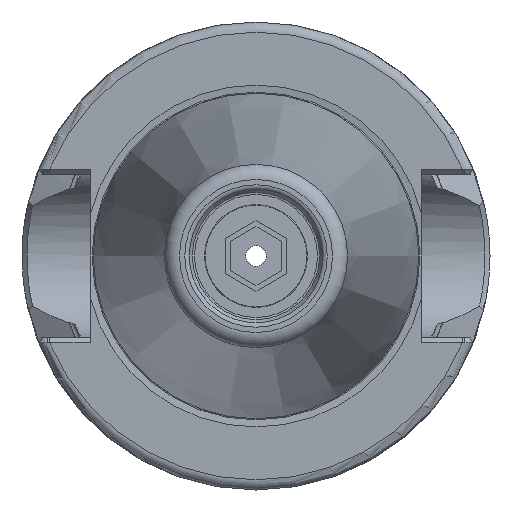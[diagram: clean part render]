
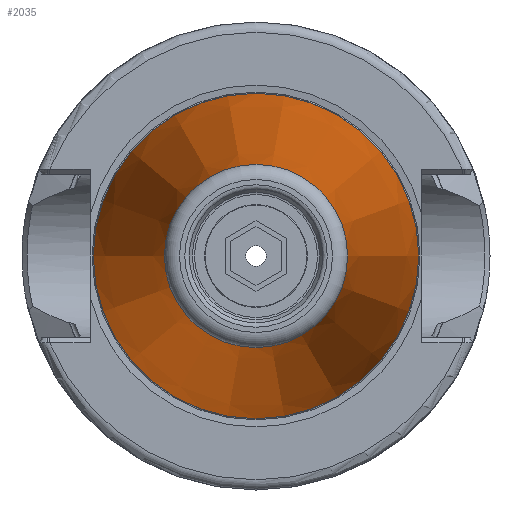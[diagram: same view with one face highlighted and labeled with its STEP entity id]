
A CAD part, left-side view. The second image highlights one B-rep face of the part: STEP entity #2035.
In plain terms, the highlighted conical face has half-angle 8.297 degrees and reference radius 12.502 mm.
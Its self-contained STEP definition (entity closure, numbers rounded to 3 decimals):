
#95=CONICAL_SURFACE('',#2259,12.502,0.145);
#184=LINE('',#4070,#298);
#298=VECTOR('',#2747,12.502);
#460=FACE_OUTER_BOUND('',#580,.T.);
#580=EDGE_LOOP('',(#1732,#1733,#1734,#1735,#1736,#1737,#1738));
#715=CIRCLE('',#2255,9.004);
#716=CIRCLE('',#2256,9.004);
#717=CIRCLE('',#2257,9.004);
#719=CIRCLE('',#2260,15.999);
#720=CIRCLE('',#2261,15.999);
#912=VERTEX_POINT('',#4058);
#913=VERTEX_POINT('',#4059);
#914=VERTEX_POINT('',#4061);
#915=VERTEX_POINT('',#4066);
#916=VERTEX_POINT('',#4067);
#1197=EDGE_CURVE('',#912,#913,#715,.T.);
#1198=EDGE_CURVE('',#914,#912,#716,.T.);
#1199=EDGE_CURVE('',#913,#914,#717,.T.);
#1201=EDGE_CURVE('',#915,#916,#719,.T.);
#1202=EDGE_CURVE('',#916,#915,#720,.T.);
#1203=EDGE_CURVE('',#916,#914,#184,.T.);
#1732=ORIENTED_EDGE('',*,*,#1201,.F.);
#1733=ORIENTED_EDGE('',*,*,#1202,.F.);
#1734=ORIENTED_EDGE('',*,*,#1203,.T.);
#1735=ORIENTED_EDGE('',*,*,#1198,.T.);
#1736=ORIENTED_EDGE('',*,*,#1197,.T.);
#1737=ORIENTED_EDGE('',*,*,#1199,.T.);
#1738=ORIENTED_EDGE('',*,*,#1203,.F.);
#2035=ADVANCED_FACE('',(#460),#95,.T.);
#2255=AXIS2_PLACEMENT_3D('',#4060,#2733,#2734);
#2256=AXIS2_PLACEMENT_3D('',#4062,#2735,#2736);
#2257=AXIS2_PLACEMENT_3D('',#4063,#2737,#2738);
#2259=AXIS2_PLACEMENT_3D('',#4065,#2741,#2742);
#2260=AXIS2_PLACEMENT_3D('',#4068,#2743,#2744);
#2261=AXIS2_PLACEMENT_3D('',#4069,#2745,#2746);
#2733=DIRECTION('center_axis',(1.,0.,0.));
#2734=DIRECTION('ref_axis',(0.,0.,-1.));
#2735=DIRECTION('center_axis',(1.,0.,0.));
#2736=DIRECTION('ref_axis',(0.,0.,-1.));
#2737=DIRECTION('center_axis',(1.,0.,0.));
#2738=DIRECTION('ref_axis',(0.,0.,-1.));
#2741=DIRECTION('center_axis',(1.,0.,0.));
#2742=DIRECTION('ref_axis',(0.,1.,0.));
#2743=DIRECTION('center_axis',(1.,0.,0.));
#2744=DIRECTION('ref_axis',(0.,0.,-1.));
#2745=DIRECTION('center_axis',(1.,0.,0.));
#2746=DIRECTION('ref_axis',(0.,0.,-1.));
#2747=DIRECTION('',(-0.99,0.144,0.));
#4058=CARTESIAN_POINT('',(-47.116,9.004,0.));
#4059=CARTESIAN_POINT('',(-47.116,0.,9.004));
#4060=CARTESIAN_POINT('Origin',(-47.116,0.,
0.));
#4061=CARTESIAN_POINT('',(-47.116,-9.004,0.));
#4062=CARTESIAN_POINT('Origin',(-47.116,0.,
0.));
#4063=CARTESIAN_POINT('Origin',(-47.116,0.,
0.));
#4065=CARTESIAN_POINT('Origin',(-23.132,0.,
0.));
#4066=CARTESIAN_POINT('',(0.852,15.999,0.));
#4067=CARTESIAN_POINT('',(0.852,-15.999,0.));
#4068=CARTESIAN_POINT('Origin',(0.852,0.,
0.));
#4069=CARTESIAN_POINT('Origin',(0.852,0.,
0.));
#4070=CARTESIAN_POINT('',(-23.132,-12.502,0.));
